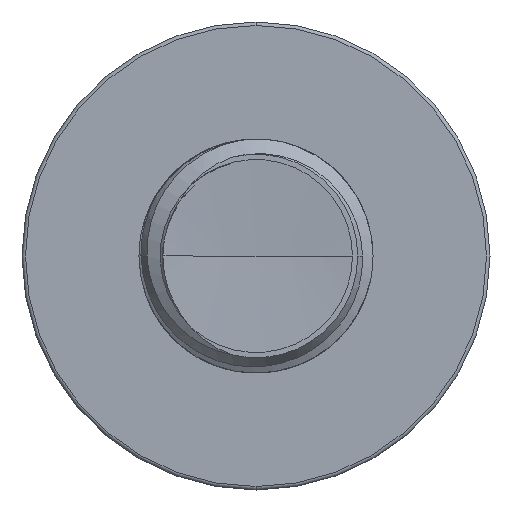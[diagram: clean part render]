
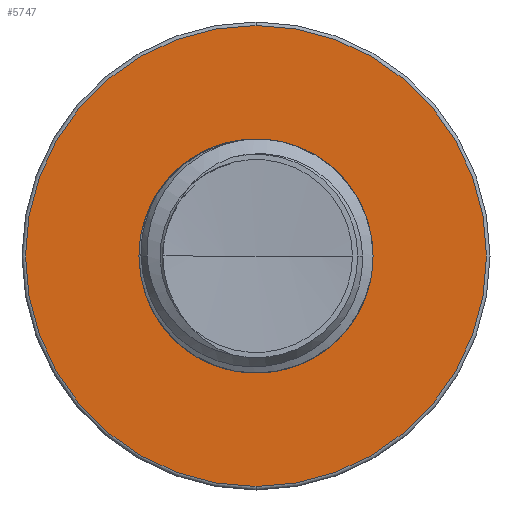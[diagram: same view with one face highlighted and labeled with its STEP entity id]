
A CAD part, front view. The second image highlights one B-rep face of the part: STEP entity #5747.
In plain terms, the highlighted planar face has unit normal (0, -1, 0).
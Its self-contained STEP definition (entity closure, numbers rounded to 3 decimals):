
#51 = PLANE ( 'NONE',  #13305 ) ;
#1775 = DIRECTION ( 'NONE',  ( 0., -1., 0. ) ) ;
#2262 = DIRECTION ( 'NONE',  ( 0., 0., -1. ) ) ;
#2594 = ORIENTED_EDGE ( 'NONE', *, *, #25565, .T. ) ;
#2918 = CARTESIAN_POINT ( 'NONE',  ( 0., 8., 2.923 ) ) ;
#5142 = AXIS2_PLACEMENT_3D ( 'NONE', #11309, #27226, #13559 ) ;
#5326 = CIRCLE ( 'NONE', #10378, 5.91 ) ;
#5747 = ADVANCED_FACE ( 'NONE', ( #12613, #5840 ), #51, .T. ) ;
#5840 = FACE_BOUND ( 'NONE', #11640, .T. ) ;
#6398 = DIRECTION ( 'NONE',  ( 0., -1., 0. ) ) ;
#6893 = CIRCLE ( 'NONE', #9389, 5.91 ) ;
#7093 = DIRECTION ( 'NONE',  ( 0., -1., 0. ) ) ;
#8671 = ORIENTED_EDGE ( 'NONE', *, *, #11506, .T. ) ;
#9389 = AXIS2_PLACEMENT_3D ( 'NONE', #15353, #1775, #17626 ) ;
#10229 = EDGE_LOOP ( 'NONE', ( #2594, #8671 ) ) ;
#10378 = AXIS2_PLACEMENT_3D ( 'NONE', #29526, #15841, #2262 ) ;
#11309 = CARTESIAN_POINT ( 'NONE',  ( 0., 8., 0. ) ) ;
#11312 = CARTESIAN_POINT ( 'NONE',  ( 0., 8., -5.91 ) ) ;
#11506 = EDGE_CURVE ( 'NONE', #25277, #25676, #6893, .T. ) ;
#11640 = EDGE_LOOP ( 'NONE', ( #14639, #20693 ) ) ;
#11974 = VERTEX_POINT ( 'NONE', #27389 ) ;
#12613 = FACE_OUTER_BOUND ( 'NONE', #10229, .T. ) ;
#13305 = AXIS2_PLACEMENT_3D ( 'NONE', #2918, #7093, #22924 ) ;
#13559 = DIRECTION ( 'NONE',  ( 0., 0., -1. ) ) ;
#13942 = EDGE_CURVE ( 'NONE', #14909, #11974, #23173, .T. ) ;
#14510 = CARTESIAN_POINT ( 'NONE',  ( 0., 8., -2.923 ) ) ;
#14639 = ORIENTED_EDGE ( 'NONE', *, *, #13942, .F. ) ;
#14909 = VERTEX_POINT ( 'NONE', #14510 ) ;
#15081 = AXIS2_PLACEMENT_3D ( 'NONE', #19986, #6398, #22269 ) ;
#15353 = CARTESIAN_POINT ( 'NONE',  ( 0., 8., 0. ) ) ;
#15841 = DIRECTION ( 'NONE',  ( 0., -1., 0. ) ) ;
#16018 = CIRCLE ( 'NONE', #15081, 2.923 ) ;
#17626 = DIRECTION ( 'NONE',  ( 0., 0., -1. ) ) ;
#19986 = CARTESIAN_POINT ( 'NONE',  ( 0., 8., 0. ) ) ;
#20693 = ORIENTED_EDGE ( 'NONE', *, *, #21945, .F. ) ;
#21945 = EDGE_CURVE ( 'NONE', #11974, #14909, #16018, .T. ) ;
#22269 = DIRECTION ( 'NONE',  ( 0., 0., -1. ) ) ;
#22924 = DIRECTION ( 'NONE',  ( 0., 0., -1. ) ) ;
#23173 = CIRCLE ( 'NONE', #5142, 2.923 ) ;
#24248 = CARTESIAN_POINT ( 'NONE',  ( 0., 8., 5.91 ) ) ;
#25277 = VERTEX_POINT ( 'NONE', #24248 ) ;
#25565 = EDGE_CURVE ( 'NONE', #25676, #25277, #5326, .T. ) ;
#25676 = VERTEX_POINT ( 'NONE', #11312 ) ;
#27226 = DIRECTION ( 'NONE',  ( 0., -1., 0. ) ) ;
#27389 = CARTESIAN_POINT ( 'NONE',  ( 0., 8., 2.923 ) ) ;
#29526 = CARTESIAN_POINT ( 'NONE',  ( 0., 8., 0. ) ) ;
